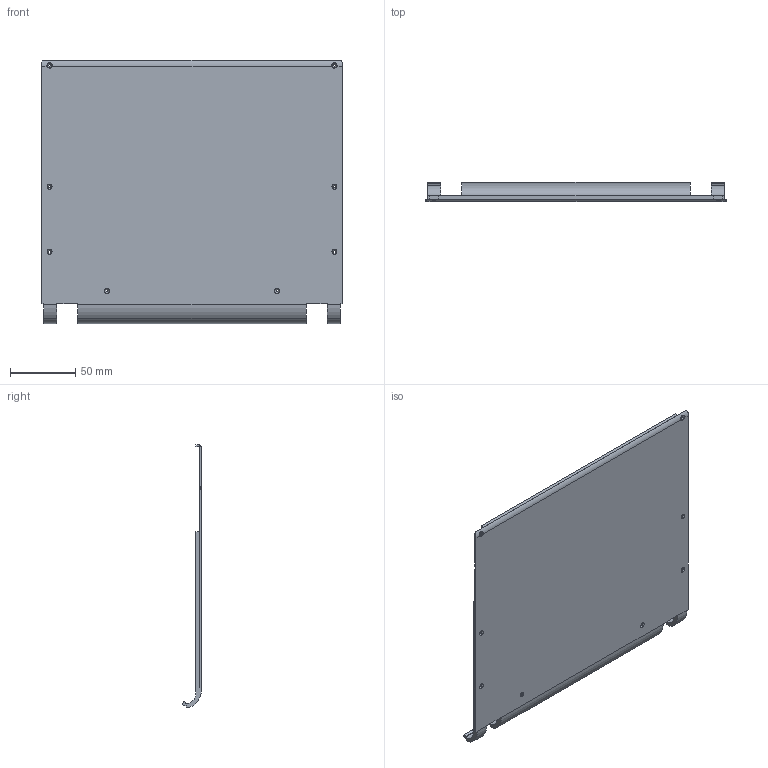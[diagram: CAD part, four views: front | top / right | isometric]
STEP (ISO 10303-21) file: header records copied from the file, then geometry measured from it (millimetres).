
FILE_DESCRIPTION(/* description */ (''),/* implementation_level */ '2;1');
FILE_NAME(/* name */ 'D_case.step',/* time_stamp */ '2021-05-23T22:24:08-04:00',/* author */ (''),/* organization */ (''),/* preprocessor_version */ 'ST-DEVELOPER v18.1',/* originating_system */ 'Autodesk Translation Framework v10.6.0.1341',/* authorisation */ '');
FILE_SCHEMA (('AUTOMOTIVE_DESIGN { 1 0 10303 214 3 1 1 }'));
Length unit declared in the file: millimetre
Products named in the file (1): D_case
Bounding box: 230.6 x 15 x 201.83 mm (x, y, z)
Volume: 78042.9 mm3; surface area: 99722.3 mm2
Topology: 1 solids, 1 shells, 96 faces, 268 edges, 176 vertices
Faces by surface type: plane 62, cylinder 26, cone 8
Full cylindrical faces by diameter (mm): 2 x8
Entity records: 3175 total; most frequent: CARTESIAN_POINT 595, ORIENTED_EDGE 536, DIRECTION 516, EDGE_CURVE 268, LINE 202, VECTOR 202, VERTEX_POINT 176, AXIS2_PLACEMENT_3D 157
